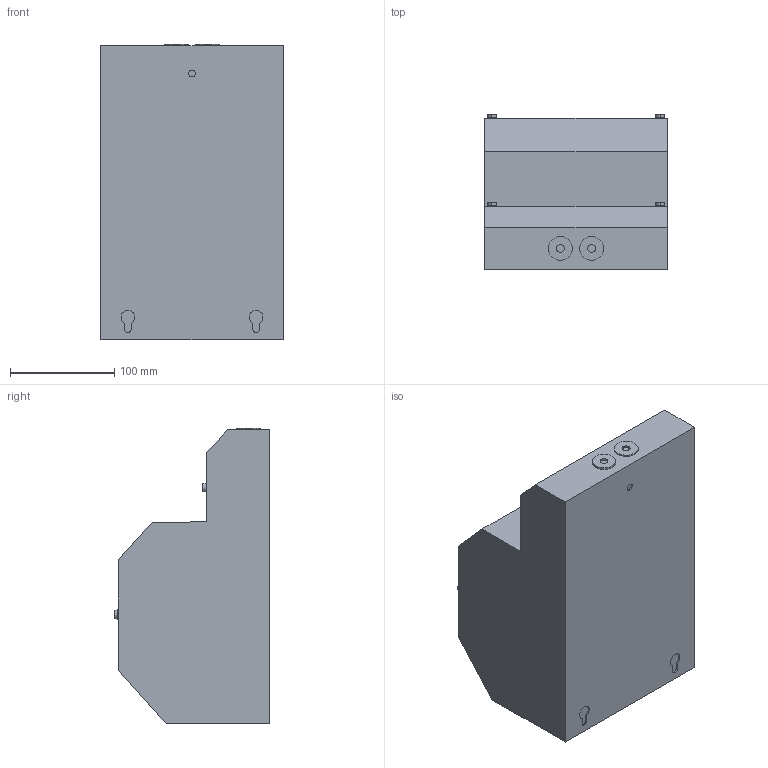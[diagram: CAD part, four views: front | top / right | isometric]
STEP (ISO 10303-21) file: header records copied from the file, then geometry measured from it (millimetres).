
FILE_DESCRIPTION (( 'STEP AP214' ), '1' );
FILE_NAME ('845689.STEP', '2024-02-05T13:10:59', ( '' ), ( '' ), 'SwSTEP 2.0', 'SolidWorks 2022', '' );
FILE_SCHEMA (( 'AUTOMOTIVE_DESIGN' ));
Length unit declared in the file: millimetre
Products named in the file (1): 845689
Bounding box: 175.2 x 148.89 x 283.4 mm (x, y, z)
Volume: 5500029.1 mm3; surface area: 202619.8 mm2
Topology: 1 solids, 1 shells, 62 faces, 135 edges, 90 vertices
Faces by surface type: cylinder 32, plane 30
Entity records: 1757 total; most frequent: DIRECTION 325, CARTESIAN_POINT 288, ORIENTED_EDGE 270, EDGE_CURVE 135, AXIS2_PLACEMENT_3D 127, VERTEX_POINT 90, EDGE_LOOP 77, LINE 71
